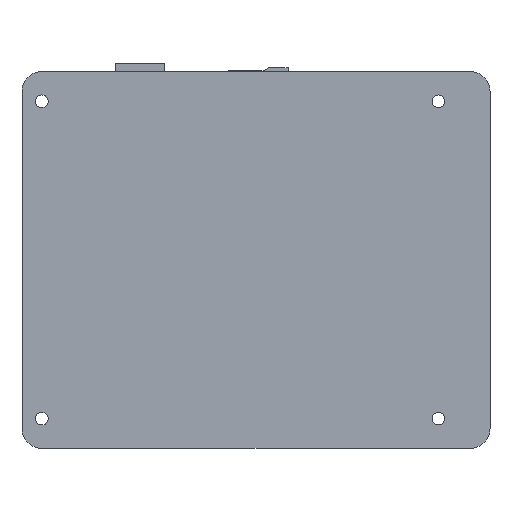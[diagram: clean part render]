
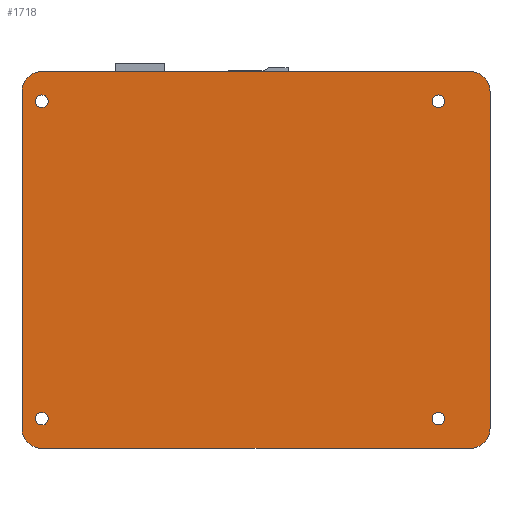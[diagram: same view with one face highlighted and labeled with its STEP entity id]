
A CAD part, front view. The second image highlights one B-rep face of the part: STEP entity #1718.
In plain terms, the highlighted planar face has unit normal (0, -1, 0).
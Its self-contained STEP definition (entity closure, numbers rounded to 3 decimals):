
#1=CARTESIAN_POINT('',(-50.,0.,-42.5));
#2=DIRECTION('',(0.,-1.,0.));
#3=DIRECTION('',(-1.,0.,0.));
#4=AXIS2_PLACEMENT_3D('',#1,#2,#3);
#6=DIRECTION('',(0.,0.,1.));
#7=VECTOR('',#6,85.);
#8=CARTESIAN_POINT('',(-55.,0.,-42.5));
#9=LINE('',#8,#7);
#10=CARTESIAN_POINT('',(-50.,0.,42.5));
#11=DIRECTION('',(0.,-1.,0.));
#12=DIRECTION('',(0.,0.,1.));
#13=AXIS2_PLACEMENT_3D('',#10,#11,#12);
#15=DIRECTION('',(1.,0.,0.));
#16=VECTOR('',#15,108.);
#17=CARTESIAN_POINT('',(-50.,0.,47.5));
#18=LINE('',#17,#16);
#19=CARTESIAN_POINT('',(58.,0.,42.5));
#20=DIRECTION('',(0.,-1.,0.));
#21=DIRECTION('',(1.,0.,0.));
#22=AXIS2_PLACEMENT_3D('',#19,#20,#21);
#24=DIRECTION('',(0.,0.,-1.));
#25=VECTOR('',#24,85.);
#26=CARTESIAN_POINT('',(63.,0.,42.5));
#27=LINE('',#26,#25);
#28=CARTESIAN_POINT('',(58.,0.,-42.5));
#29=DIRECTION('',(0.,-1.,0.));
#30=DIRECTION('',(0.,0.,-1.));
#31=AXIS2_PLACEMENT_3D('',#28,#29,#30);
#33=DIRECTION('',(-1.,0.,0.));
#34=VECTOR('',#33,108.);
#35=CARTESIAN_POINT('',(58.,0.,-47.5));
#36=LINE('',#35,#34);
#37=CARTESIAN_POINT('',(-50.,0.,-40.));
#38=DIRECTION('',(0.,1.,0.));
#39=DIRECTION('',(1.,0.,0.));
#40=AXIS2_PLACEMENT_3D('',#37,#38,#39);
#42=CARTESIAN_POINT('',(-50.,0.,-40.));
#43=DIRECTION('',(0.,1.,0.));
#44=DIRECTION('',(-1.,0.,0.));
#45=AXIS2_PLACEMENT_3D('',#42,#43,#44);
#47=CARTESIAN_POINT('',(50.,0.,-40.));
#48=DIRECTION('',(0.,1.,0.));
#49=DIRECTION('',(1.,0.,0.));
#50=AXIS2_PLACEMENT_3D('',#47,#48,#49);
#52=CARTESIAN_POINT('',(50.,0.,-40.));
#53=DIRECTION('',(0.,1.,0.));
#54=DIRECTION('',(-1.,0.,0.));
#55=AXIS2_PLACEMENT_3D('',#52,#53,#54);
#57=CARTESIAN_POINT('',(-50.,0.,40.));
#58=DIRECTION('',(0.,1.,0.));
#59=DIRECTION('',(1.,0.,0.));
#60=AXIS2_PLACEMENT_3D('',#57,#58,#59);
#62=CARTESIAN_POINT('',(-50.,0.,40.));
#63=DIRECTION('',(0.,1.,0.));
#64=DIRECTION('',(-1.,0.,0.));
#65=AXIS2_PLACEMENT_3D('',#62,#63,#64);
#67=CARTESIAN_POINT('',(50.,0.,40.));
#68=DIRECTION('',(0.,1.,0.));
#69=DIRECTION('',(1.,0.,0.));
#70=AXIS2_PLACEMENT_3D('',#67,#68,#69);
#72=CARTESIAN_POINT('',(50.,0.,40.));
#73=DIRECTION('',(0.,1.,0.));
#74=DIRECTION('',(-1.,0.,0.));
#75=AXIS2_PLACEMENT_3D('',#72,#73,#74);
#1267=CARTESIAN_POINT('',(-55.,0.,-42.5));
#1268=CARTESIAN_POINT('',(-50.,0.,-47.5));
#1269=VERTEX_POINT('',#1267);
#1270=VERTEX_POINT('',#1268);
#1275=CARTESIAN_POINT('',(-50.,0.,47.5));
#1276=CARTESIAN_POINT('',(-55.,0.,42.5));
#1277=VERTEX_POINT('',#1275);
#1278=VERTEX_POINT('',#1276);
#1283=CARTESIAN_POINT('',(63.,0.,42.5));
#1284=CARTESIAN_POINT('',(58.,0.,47.5));
#1285=VERTEX_POINT('',#1283);
#1286=VERTEX_POINT('',#1284);
#1291=CARTESIAN_POINT('',(58.,0.,-47.5));
#1292=CARTESIAN_POINT('',(63.,0.,-42.5));
#1293=VERTEX_POINT('',#1291);
#1294=VERTEX_POINT('',#1292);
#1299=CARTESIAN_POINT('',(-48.4,0.,-40.));
#1300=CARTESIAN_POINT('',(-51.6,0.,-40.));
#1301=VERTEX_POINT('',#1299);
#1302=VERTEX_POINT('',#1300);
#1303=CARTESIAN_POINT('',(51.6,0.,-40.));
#1304=CARTESIAN_POINT('',(48.4,0.,-40.));
#1305=VERTEX_POINT('',#1303);
#1306=VERTEX_POINT('',#1304);
#1307=CARTESIAN_POINT('',(-48.4,0.,40.));
#1308=CARTESIAN_POINT('',(-51.6,0.,40.));
#1309=VERTEX_POINT('',#1307);
#1310=VERTEX_POINT('',#1308);
#1311=CARTESIAN_POINT('',(51.6,0.,40.));
#1312=CARTESIAN_POINT('',(48.4,0.,40.));
#1313=VERTEX_POINT('',#1311);
#1314=VERTEX_POINT('',#1312);
#1671=CARTESIAN_POINT('',(0.,0.,0.));
#1672=DIRECTION('',(0.,1.,0.));
#1673=DIRECTION('',(1.,0.,0.));
#1674=AXIS2_PLACEMENT_3D('',#1671,#1672,#1673);
#1675=PLANE('',#1674);
#1677=ORIENTED_EDGE('',*,*,#1676,.F.);
#1679=ORIENTED_EDGE('',*,*,#1678,.T.);
#1681=ORIENTED_EDGE('',*,*,#1680,.F.);
#1683=ORIENTED_EDGE('',*,*,#1682,.T.);
#1685=ORIENTED_EDGE('',*,*,#1684,.F.);
#1687=ORIENTED_EDGE('',*,*,#1686,.T.);
#1689=ORIENTED_EDGE('',*,*,#1688,.F.);
#1691=ORIENTED_EDGE('',*,*,#1690,.T.);
#1692=EDGE_LOOP('',(#1677,#1679,#1681,#1683,#1685,#1687,#1689,#1691));
#1693=FACE_OUTER_BOUND('',#1692,.F.);
#1695=ORIENTED_EDGE('',*,*,#1694,.F.);
#1697=ORIENTED_EDGE('',*,*,#1696,.F.);
#1698=EDGE_LOOP('',(#1695,#1697));
#1699=FACE_BOUND('',#1698,.F.);
#1701=ORIENTED_EDGE('',*,*,#1700,.F.);
#1703=ORIENTED_EDGE('',*,*,#1702,.F.);
#1704=EDGE_LOOP('',(#1701,#1703));
#1705=FACE_BOUND('',#1704,.F.);
#1707=ORIENTED_EDGE('',*,*,#1706,.F.);
#1709=ORIENTED_EDGE('',*,*,#1708,.F.);
#1710=EDGE_LOOP('',(#1707,#1709));
#1711=FACE_BOUND('',#1710,.F.);
#1713=ORIENTED_EDGE('',*,*,#1712,.F.);
#1715=ORIENTED_EDGE('',*,*,#1714,.F.);
#1716=EDGE_LOOP('',(#1713,#1715));
#1717=FACE_BOUND('',#1716,.F.);
#5=CIRCLE('',#4,5.);
#14=CIRCLE('',#13,5.);
#23=CIRCLE('',#22,5.);
#32=CIRCLE('',#31,5.);
#41=CIRCLE('',#40,1.6);
#46=CIRCLE('',#45,1.6);
#51=CIRCLE('',#50,1.6);
#56=CIRCLE('',#55,1.6);
#61=CIRCLE('',#60,1.6);
#66=CIRCLE('',#65,1.6);
#71=CIRCLE('',#70,1.6);
#76=CIRCLE('',#75,1.6);
#1676=EDGE_CURVE('',#1269,#1270,#5,.T.);
#1678=EDGE_CURVE('',#1269,#1278,#9,.T.);
#1680=EDGE_CURVE('',#1277,#1278,#14,.T.);
#1682=EDGE_CURVE('',#1277,#1286,#18,.T.);
#1684=EDGE_CURVE('',#1285,#1286,#23,.T.);
#1686=EDGE_CURVE('',#1285,#1294,#27,.T.);
#1688=EDGE_CURVE('',#1293,#1294,#32,.T.);
#1690=EDGE_CURVE('',#1293,#1270,#36,.T.);
#1694=EDGE_CURVE('',#1301,#1302,#41,.T.);
#1696=EDGE_CURVE('',#1302,#1301,#46,.T.);
#1700=EDGE_CURVE('',#1305,#1306,#51,.T.);
#1702=EDGE_CURVE('',#1306,#1305,#56,.T.);
#1706=EDGE_CURVE('',#1309,#1310,#61,.T.);
#1708=EDGE_CURVE('',#1310,#1309,#66,.T.);
#1712=EDGE_CURVE('',#1313,#1314,#71,.T.);
#1714=EDGE_CURVE('',#1314,#1313,#76,.T.);
#1718=ADVANCED_FACE('',(#1693,#1699,#1705,#1711,#1717),#1675,.F.);
